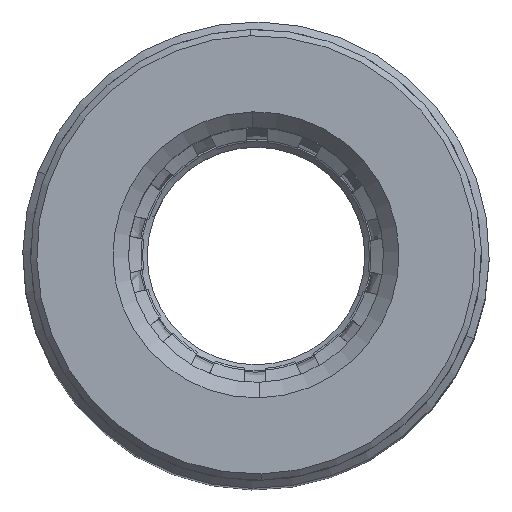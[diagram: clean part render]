
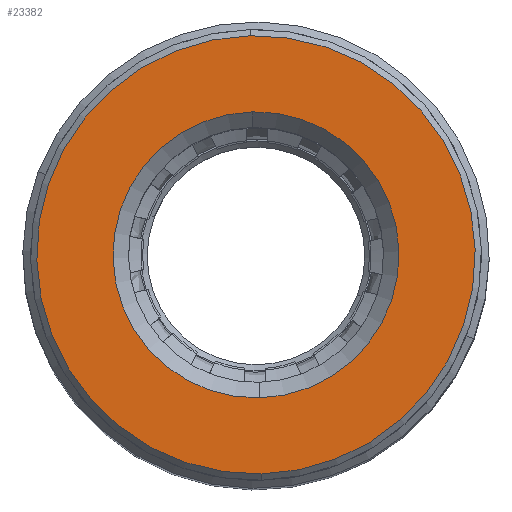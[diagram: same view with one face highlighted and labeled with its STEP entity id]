
A CAD part, top view. The second image highlights one B-rep face of the part: STEP entity #23382.
In plain terms, the highlighted planar face has unit normal (0, 0, 1).
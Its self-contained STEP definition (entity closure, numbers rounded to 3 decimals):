
#1070 = EDGE_CURVE ( 'NONE', #32000, #24160, #12239, .T. ) ;
#2269 = VERTEX_POINT ( 'NONE', #32177 ) ;
#4202 = CARTESIAN_POINT ( 'NONE',  ( 6.111, 3.127, 18.871 ) ) ;
#5526 = CIRCLE ( 'NONE', #10295, 7.05 ) ;
#6193 = CARTESIAN_POINT ( 'NONE',  ( 5.832, 14.774, 18.871 ) ) ;
#8836 = EDGE_LOOP ( 'NONE', ( #19014, #20102 ) ) ;
#9374 = CARTESIAN_POINT ( 'NONE',  ( 6.001, 7.726, 18.871 ) ) ;
#9735 = PLANE ( 'NONE',  #9771 ) ;
#9771 = AXIS2_PLACEMENT_3D ( 'NONE', #15440, #35042, #18243 ) ;
#10056 = DIRECTION ( 'NONE',  ( 0., 0., -1. ) ) ;
#10295 = AXIS2_PLACEMENT_3D ( 'NONE', #9374, #28953, #12173 ) ;
#12173 = DIRECTION ( 'NONE',  ( -0.024, 1., 0. ) ) ;
#12239 = CIRCLE ( 'NONE', #16210, 7.05 ) ;
#12601 = AXIS2_PLACEMENT_3D ( 'NONE', #15370, #34962, #18171 ) ;
#13777 = ORIENTED_EDGE ( 'NONE', *, *, #24606, .T. ) ;
#14392 = CARTESIAN_POINT ( 'NONE',  ( 6.169, 0.678, 18.871 ) ) ;
#14871 = FACE_BOUND ( 'NONE', #8836, .T. ) ;
#15370 = CARTESIAN_POINT ( 'NONE',  ( 6.001, 7.726, 18.871 ) ) ;
#15440 = CARTESIAN_POINT ( 'NONE',  ( 6.001, 7.726, 18.871 ) ) ;
#16210 = AXIS2_PLACEMENT_3D ( 'NONE', #33653, #27306, #20263 ) ;
#17395 = EDGE_LOOP ( 'NONE', ( #17600, #13777 ) ) ;
#17476 = CIRCLE ( 'NONE', #12601, 4.6 ) ;
#17600 = ORIENTED_EDGE ( 'NONE', *, *, #1070, .T. ) ;
#18171 = DIRECTION ( 'NONE',  ( 0.024, -1., 0. ) ) ;
#18243 = DIRECTION ( 'NONE',  ( 0.024, -1., 0. ) ) ;
#18660 = EDGE_CURVE ( 'NONE', #27451, #2269, #17476, .T. ) ;
#19014 = ORIENTED_EDGE ( 'NONE', *, *, #18660, .T. ) ;
#20102 = ORIENTED_EDGE ( 'NONE', *, *, #34737, .T. ) ;
#20263 = DIRECTION ( 'NONE',  ( -0.024, 1., 0. ) ) ;
#23382 = ADVANCED_FACE ( 'NONE', ( #14871, #36357 ), #9735, .T. ) ;
#24160 = VERTEX_POINT ( 'NONE', #14392 ) ;
#24606 = EDGE_CURVE ( 'NONE', #24160, #32000, #5526, .T. ) ;
#26809 = CARTESIAN_POINT ( 'NONE',  ( 6.001, 7.726, 18.871 ) ) ;
#27306 = DIRECTION ( 'NONE',  ( 0., 0., 1. ) ) ;
#27451 = VERTEX_POINT ( 'NONE', #4202 ) ;
#28917 = AXIS2_PLACEMENT_3D ( 'NONE', #26809, #10056, #29605 ) ;
#28953 = DIRECTION ( 'NONE',  ( 0., 0., 1. ) ) ;
#29605 = DIRECTION ( 'NONE',  ( 0.024, -1., 0. ) ) ;
#30177 = CIRCLE ( 'NONE', #28917, 4.6 ) ;
#32000 = VERTEX_POINT ( 'NONE', #6193 ) ;
#32177 = CARTESIAN_POINT ( 'NONE',  ( 5.89, 12.324, 18.871 ) ) ;
#33653 = CARTESIAN_POINT ( 'NONE',  ( 6.001, 7.726, 18.871 ) ) ;
#34737 = EDGE_CURVE ( 'NONE', #2269, #27451, #30177, .T. ) ;
#34962 = DIRECTION ( 'NONE',  ( 0., 0., -1. ) ) ;
#35042 = DIRECTION ( 'NONE',  ( 0., 0., 1. ) ) ;
#36357 = FACE_OUTER_BOUND ( 'NONE', #17395, .T. ) ;
